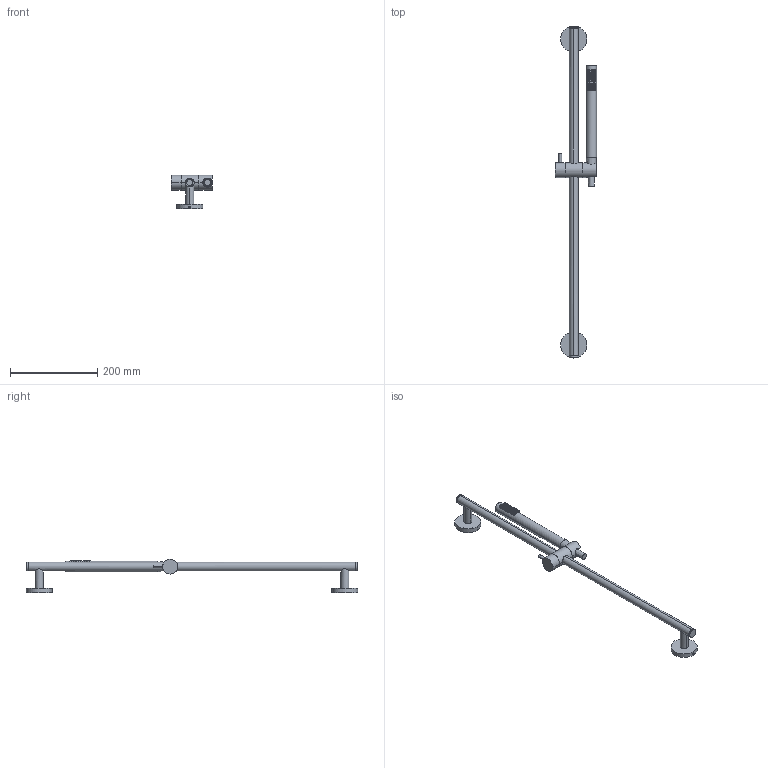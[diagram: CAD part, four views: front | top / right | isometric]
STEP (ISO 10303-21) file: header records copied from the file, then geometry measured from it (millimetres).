
FILE_DESCRIPTION((''),'2;1');
FILE_NAME('ZSAL135CRAG','2021-05-05T09:07:50',('ut3'),('PAFFONI SpA'),'CREO PARAMETRIC BY PTC INC, 2020044','CREO PARAMETRIC BY PTC INC, 2020044','');
FILE_SCHEMA(('CONFIG_CONTROL_DESIGN','SHAPE_APPEARANCE_LAYERS_GROUPS'));
Length unit declared in the file: millimetre
Products named in the file (1): ZSAL135CRAG
Bounding box: 94 x 760 x 77 mm (x, y, z)
Volume: 457364.9 mm3; surface area: 111330.1 mm2
Topology: 23 solids, 23 shells, 379 faces, 869 edges, 595 vertices
Faces by surface type: plane 139, cone 110, cylinder 88, bspline 26, torus 14, sphere 2
Entity records: 29897 total; most frequent: CARTESIAN_POINT 19767, ORIENTED_EDGE 1728, DIRECTION 1715, EDGE_CURVE 864, AXIS2_PLACEMENT_3D 728, VERTEX_POINT 595, EDGE_LOOP 443, FACE_OUTER_BOUND 379
